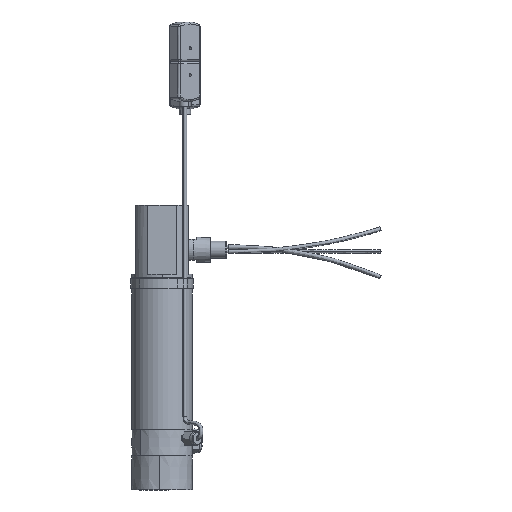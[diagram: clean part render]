
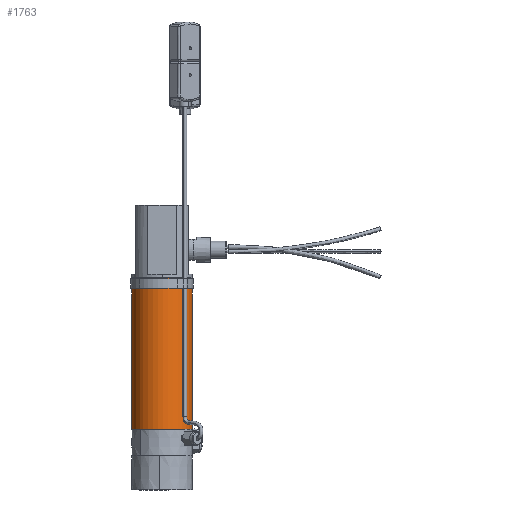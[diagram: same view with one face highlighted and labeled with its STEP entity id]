
A CAD part, left-side view. The second image highlights one B-rep face of the part: STEP entity #1763.
In plain terms, the highlighted cylindrical face has radius 25.4 mm (diameter 50.8 mm), a partial arc.
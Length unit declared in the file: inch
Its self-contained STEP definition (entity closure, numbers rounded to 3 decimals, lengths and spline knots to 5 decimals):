
#296 = CARTESIAN_POINT ( 'NONE',  ( -0.14107, -0.99, -5.926 ) ) ;
#429 = AXIS2_PLACEMENT_3D ( 'NONE', #6360, #3861, #13394 ) ;
#495 = CIRCLE ( 'NONE', #10247, 1. ) ;
#756 = AXIS2_PLACEMENT_3D ( 'NONE', #9135, #1814, #10368 ) ;
#1084 = VERTEX_POINT ( 'NONE', #1405 ) ;
#1405 = CARTESIAN_POINT ( 'NONE',  ( -0.14107, -0.99, -0.926 ) ) ;
#1661 = CIRCLE ( 'NONE', #756, 1. ) ;
#1763 = ADVANCED_FACE ( 'NONE', ( #11672 ), #8780, .T. ) ;
#1814 = DIRECTION ( 'NONE',  ( 0., 0., 1. ) ) ;
#2472 = ORIENTED_EDGE ( 'NONE', *, *, #12526, .T. ) ;
#3389 = EDGE_CURVE ( 'NONE', #6799, #13169, #1661, .T. ) ;
#3734 = DIRECTION ( 'NONE',  ( 0., 0., 1. ) ) ;
#3861 = DIRECTION ( 'NONE',  ( 0., 0., 1. ) ) ;
#4041 = ORIENTED_EDGE ( 'NONE', *, *, #3389, .T. ) ;
#4147 = DIRECTION ( 'NONE',  ( 0., 0., 1. ) ) ;
#4197 = CARTESIAN_POINT ( 'NONE',  ( 0.14107, 0.99, -5.926 ) ) ;
#4229 = VERTEX_POINT ( 'NONE', #12257 ) ;
#4428 = ORIENTED_EDGE ( 'NONE', *, *, #11784, .F. ) ;
#5816 = DIRECTION ( 'NONE',  ( 0., 0., -1. ) ) ;
#6360 = CARTESIAN_POINT ( 'NONE',  ( 0., 0., -5.926 ) ) ;
#6461 = VECTOR ( 'NONE', #3734, 39.37008 ) ;
#6752 = EDGE_LOOP ( 'NONE', ( #4041, #9585, #2472, #4428 ) ) ;
#6799 = VERTEX_POINT ( 'NONE', #7758 ) ;
#7670 = EDGE_CURVE ( 'NONE', #13169, #1084, #11875, .T. ) ;
#7758 = CARTESIAN_POINT ( 'NONE',  ( 0.14107, 0.99, -5.926 ) ) ;
#8780 = CYLINDRICAL_SURFACE ( 'NONE', #429, 1. ) ;
#9135 = CARTESIAN_POINT ( 'NONE',  ( 0., 0., -5.926 ) ) ;
#9585 = ORIENTED_EDGE ( 'NONE', *, *, #7670, .T. ) ;
#10247 = AXIS2_PLACEMENT_3D ( 'NONE', #13164, #5816, #14382 ) ;
#10368 = DIRECTION ( 'NONE',  ( 0.141, 0.99, 0. ) ) ;
#11087 = CARTESIAN_POINT ( 'NONE',  ( -0.14107, -0.99, -5.926 ) ) ;
#11672 = FACE_OUTER_BOUND ( 'NONE', #6752, .T. ) ;
#11784 = EDGE_CURVE ( 'NONE', #6799, #4229, #12269, .T. ) ;
#11875 = LINE ( 'NONE', #11087, #6461 ) ;
#12257 = CARTESIAN_POINT ( 'NONE',  ( 0.14107, 0.99, -0.926 ) ) ;
#12269 = LINE ( 'NONE', #4197, #15140 ) ;
#12526 = EDGE_CURVE ( 'NONE', #1084, #4229, #495, .T. ) ;
#13164 = CARTESIAN_POINT ( 'NONE',  ( 0., 0., -0.926 ) ) ;
#13169 = VERTEX_POINT ( 'NONE', #296 ) ;
#13394 = DIRECTION ( 'NONE',  ( 0.141, 0.99, 0. ) ) ;
#14382 = DIRECTION ( 'NONE',  ( 0.141, 0.99, 0. ) ) ;
#15140 = VECTOR ( 'NONE', #4147, 39.37008 ) ;
